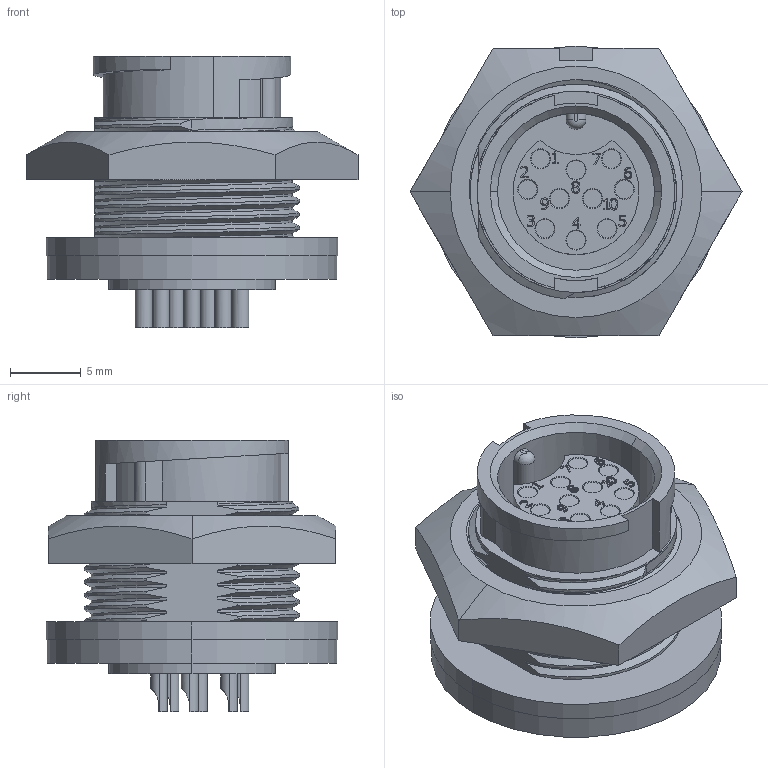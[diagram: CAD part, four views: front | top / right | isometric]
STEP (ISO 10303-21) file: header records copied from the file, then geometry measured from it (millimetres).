
FILE_DESCRIPTION (( 'STEP AP203' ), '1' );
FILE_NAME ('W788X-10SG-300.STEP', '2019-09-27T16:37:16', ( '' ), ( '' ), 'SwSTEP 2.0', 'SolidWorks 2017', '' );
FILE_SCHEMA (( 'CONFIG_CONTROL_DESIGN' ));
Products named in the file (1): W788X-10SG-300
Bounding box: 23.46 x 20.62 x 19.18 mm (x, y, z)
Volume: 3121.9 mm3; surface area: 3136.1 mm2
Topology: 2 solids, 2 shells, 630 faces, 1667 edges, 1112 vertices
Faces by surface type: bspline 250, plane 238, cylinder 117, cone 24, torus 1
Entity records: 42373 total; most frequent: CARTESIAN_POINT 28627, ORIENTED_EDGE 3334, DIRECTION 1937, EDGE_CURVE 1667, VERTEX_POINT 1112, VECTOR 875, LINE 875, EDGE_LOOP 703
